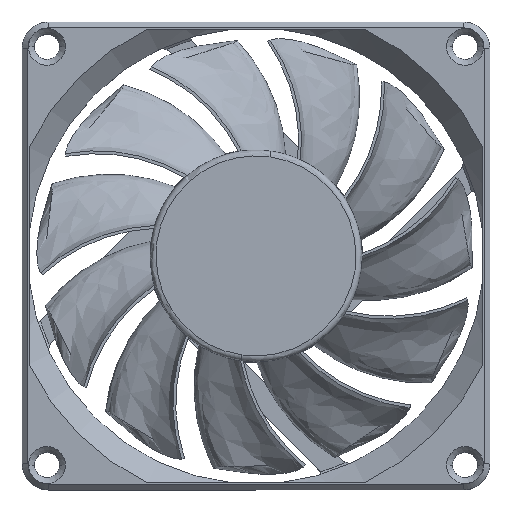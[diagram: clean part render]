
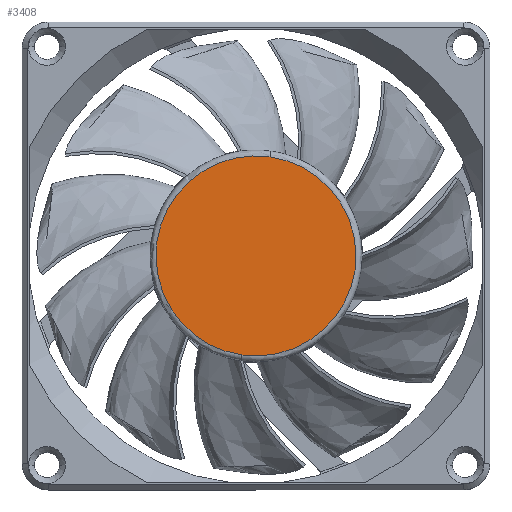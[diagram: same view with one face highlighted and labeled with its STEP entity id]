
A CAD part, top view. The second image highlights one B-rep face of the part: STEP entity #3408.
In plain terms, the highlighted face is planar.
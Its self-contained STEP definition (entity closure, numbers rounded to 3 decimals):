
#1323 = DIRECTION ( 'NONE',  ( 1., 0., 0. ) ) ;
#2842 = DIRECTION ( 'NONE',  ( 0., 0., -1. ) ) ;
#2995 = CIRCLE ( 'NONE', #7243, 17.1 ) ;
#3009 = CIRCLE ( 'NONE', #4825, 17.1 ) ;
#3266 = FACE_OUTER_BOUND ( 'NONE', #8846, .T. ) ;
#3333 = CARTESIAN_POINT ( 'NONE',  ( -17.1, 0., 0. ) ) ;
#3407 = DIRECTION ( 'NONE',  ( 0., 0., -1. ) ) ;
#3408 = ADVANCED_FACE ( 'NONE', ( #3266 ), #5687, .F. ) ;
#4232 = CARTESIAN_POINT ( 'NONE',  ( 0., 0., 0. ) ) ;
#4825 = AXIS2_PLACEMENT_3D ( 'NONE', #7806, #3407, #8566 ) ;
#5385 = EDGE_CURVE ( 'NONE', #6291, #8648, #2995, .T. ) ;
#5687 = PLANE ( 'NONE',  #6659 ) ;
#5726 = DIRECTION ( 'NONE',  ( 0., 0., 1. ) ) ;
#6291 = VERTEX_POINT ( 'NONE', #3333 ) ;
#6659 = AXIS2_PLACEMENT_3D ( 'NONE', #4232, #5726, #1323 ) ;
#7117 = ORIENTED_EDGE ( 'NONE', *, *, #5385, .T. ) ;
#7243 = AXIS2_PLACEMENT_3D ( 'NONE', #7257, #2842, #7992 ) ;
#7257 = CARTESIAN_POINT ( 'NONE',  ( 0., 0., 0. ) ) ;
#7806 = CARTESIAN_POINT ( 'NONE',  ( 0., 0., 0. ) ) ;
#7992 = DIRECTION ( 'NONE',  ( 1., 0., 0. ) ) ;
#8060 = EDGE_CURVE ( 'NONE', #8648, #6291, #3009, .T. ) ;
#8566 = DIRECTION ( 'NONE',  ( 1., 0., 0. ) ) ;
#8648 = VERTEX_POINT ( 'NONE', #8768 ) ;
#8768 = CARTESIAN_POINT ( 'NONE',  ( 17.1, 0., 0. ) ) ;
#8846 = EDGE_LOOP ( 'NONE', ( #8987, #7117 ) ) ;
#8987 = ORIENTED_EDGE ( 'NONE', *, *, #8060, .T. ) ;
